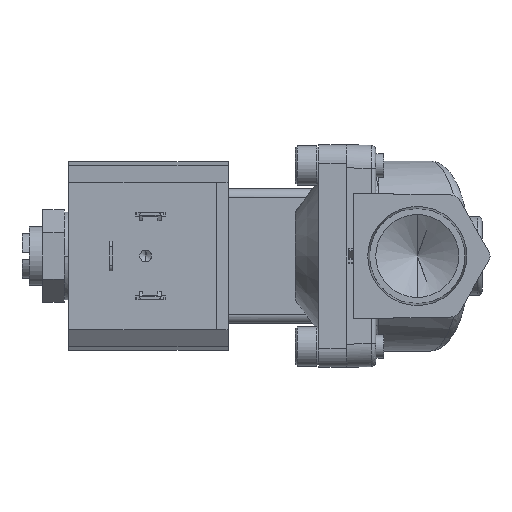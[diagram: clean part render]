
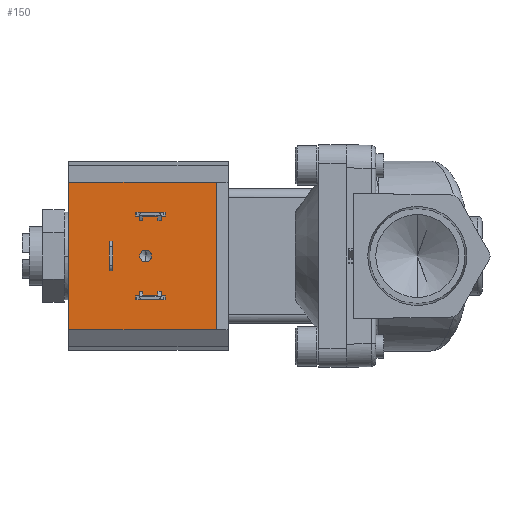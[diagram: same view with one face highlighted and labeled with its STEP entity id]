
A CAD part, left-side view. The second image highlights one B-rep face of the part: STEP entity #150.
In plain terms, the highlighted planar face has unit normal (-1, 0, 0).
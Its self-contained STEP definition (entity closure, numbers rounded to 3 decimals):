
#42 = VECTOR ( 'NONE', #5616, 1000. ) ;
#126 = LINE ( 'NONE', #13825, #12466 ) ;
#150 = ADVANCED_FACE ( 'NONE', ( #1115, #16343, #4707, #15167, #3536 ), #1419, .T. ) ;
#242 = CIRCLE ( 'NONE', #2630, 1.264 ) ;
#305 = ORIENTED_EDGE ( 'NONE', *, *, #636, .F. ) ;
#448 = LINE ( 'NONE', #13146, #1523 ) ;
#522 = CARTESIAN_POINT ( 'NONE',  ( -8.443, 45.414, 9.423 ) ) ;
#583 = ORIENTED_EDGE ( 'NONE', *, *, #10881, .T. ) ;
#636 = EDGE_CURVE ( 'NONE', #5146, #14212, #10594, .T. ) ;
#741 = EDGE_CURVE ( 'NONE', #14833, #14104, #4696, .T. ) ;
#810 = EDGE_LOOP ( 'NONE', ( #11691, #2172 ) ) ;
#1060 = CARTESIAN_POINT ( 'NONE',  ( -8.443, 28.04, -15.875 ) ) ;
#1107 = DIRECTION ( 'NONE',  ( 0., 0., 1. ) ) ;
#1115 = FACE_BOUND ( 'NONE', #8109, .T. ) ;
#1156 = EDGE_CURVE ( 'NONE', #9866, #14833, #4853, .T. ) ;
#1160 = CARTESIAN_POINT ( 'NONE',  ( -8.443, 28.04, -15.875 ) ) ;
#1174 = VERTEX_POINT ( 'NONE', #7264 ) ;
#1342 = CARTESIAN_POINT ( 'NONE',  ( -8.443, 45.414, -9.423 ) ) ;
#1419 = PLANE ( 'NONE',  #15325 ) ;
#1454 = EDGE_CURVE ( 'NONE', #2721, #13790, #1498, .T. ) ;
#1495 = ORIENTED_EDGE ( 'NONE', *, *, #12008, .F. ) ;
#1498 = LINE ( 'NONE', #15247, #2640 ) ;
#1523 = VECTOR ( 'NONE', #1689, 1000. ) ;
#1689 = DIRECTION ( 'NONE',  ( 0., -1., 0. ) ) ;
#1879 = ORIENTED_EDGE ( 'NONE', *, *, #4027, .F. ) ;
#1894 = VERTEX_POINT ( 'NONE', #7847 ) ;
#2018 = CARTESIAN_POINT ( 'NONE',  ( -8.443, 43.265, 1.264 ) ) ;
#2136 = DIRECTION ( 'NONE',  ( -1., 0., 0. ) ) ;
#2170 = ORIENTED_EDGE ( 'NONE', *, *, #13803, .F. ) ;
#2172 = ORIENTED_EDGE ( 'NONE', *, *, #12622, .F. ) ;
#2466 = CARTESIAN_POINT ( 'NONE',  ( -8.443, 39.064, -8.611 ) ) ;
#2630 = AXIS2_PLACEMENT_3D ( 'NONE', #8490, #2136, #11260 ) ;
#2640 = VECTOR ( 'NONE', #10381, 1000. ) ;
#2721 = VERTEX_POINT ( 'NONE', #9299 ) ;
#2794 = CARTESIAN_POINT ( 'NONE',  ( -8.443, 51.129, -3.213 ) ) ;
#2930 = DIRECTION ( 'NONE',  ( 0., -1., 0. ) ) ;
#3150 = VECTOR ( 'NONE', #11802, 1000. ) ;
#3415 = AXIS2_PLACEMENT_3D ( 'NONE', #9044, #3605, #1107 ) ;
#3536 = FACE_OUTER_BOUND ( 'NONE', #3768, .T. ) ;
#3605 = DIRECTION ( 'NONE',  ( -1., 0., 0. ) ) ;
#3690 = VERTEX_POINT ( 'NONE', #8463 ) ;
#3768 = EDGE_LOOP ( 'NONE', ( #7230, #8190, #9185, #15346 ) ) ;
#3968 = CARTESIAN_POINT ( 'NONE',  ( -8.443, 50.316, 3.213 ) ) ;
#4025 = LINE ( 'NONE', #9132, #9089 ) ;
#4027 = EDGE_CURVE ( 'NONE', #14774, #5146, #6855, .T. ) ;
#4171 = CARTESIAN_POINT ( 'NONE',  ( -8.443, 45.414, 9.423 ) ) ;
#4492 = DIRECTION ( 'NONE',  ( 0., -1., 0. ) ) ;
#4510 = VECTOR ( 'NONE', #2930, 1000. ) ;
#4696 = LINE ( 'NONE', #15774, #10636 ) ;
#4707 = FACE_BOUND ( 'NONE', #15687, .T. ) ;
#4853 = LINE ( 'NONE', #1160, #10380 ) ;
#4863 = EDGE_CURVE ( 'NONE', #1894, #9399, #14395, .T. ) ;
#4887 = CARTESIAN_POINT ( 'NONE',  ( -8.443, 28.04, -15.875 ) ) ;
#5146 = VERTEX_POINT ( 'NONE', #6159 ) ;
#5605 = CARTESIAN_POINT ( 'NONE',  ( -8.443, 39.064, 9.423 ) ) ;
#5607 = CARTESIAN_POINT ( 'NONE',  ( -8.443, 39.064, 9.423 ) ) ;
#5616 = DIRECTION ( 'NONE',  ( 0., 0., -1. ) ) ;
#5668 = CARTESIAN_POINT ( 'NONE',  ( -8.443, 45.414, 8.611 ) ) ;
#5680 = EDGE_CURVE ( 'NONE', #6077, #13786, #4025, .T. ) ;
#5695 = VECTOR ( 'NONE', #9080, 1000. ) ;
#5968 = EDGE_CURVE ( 'NONE', #1174, #14104, #9173, .T. ) ;
#6077 = VERTEX_POINT ( 'NONE', #7148 ) ;
#6103 = DIRECTION ( 'NONE',  ( 0., 1., 0. ) ) ;
#6159 = CARTESIAN_POINT ( 'NONE',  ( -8.443, 45.414, 8.611 ) ) ;
#6265 = VERTEX_POINT ( 'NONE', #15437 ) ;
#6461 = VECTOR ( 'NONE', #7953, 1000. ) ;
#6522 = DIRECTION ( 'NONE',  ( 0., -1., 0. ) ) ;
#6608 = DIRECTION ( 'NONE',  ( 0., 0., -1. ) ) ;
#6661 = CARTESIAN_POINT ( 'NONE',  ( -8.443, 28.04, 15.875 ) ) ;
#6768 = EDGE_CURVE ( 'NONE', #10939, #13786, #9373, .T. ) ;
#6855 = LINE ( 'NONE', #522, #42 ) ;
#7148 = CARTESIAN_POINT ( 'NONE',  ( -8.443, 50.316, -3.213 ) ) ;
#7173 = EDGE_CURVE ( 'NONE', #9866, #1174, #10455, .T. ) ;
#7223 = DIRECTION ( 'NONE',  ( -1., 0., 0. ) ) ;
#7230 = ORIENTED_EDGE ( 'NONE', *, *, #741, .F. ) ;
#7264 = CARTESIAN_POINT ( 'NONE',  ( -8.443, 28.04, 15.875 ) ) ;
#7568 = VECTOR ( 'NONE', #4492, 1000. ) ;
#7572 = LINE ( 'NONE', #2794, #5695 ) ;
#7693 = VECTOR ( 'NONE', #6608, 1000. ) ;
#7847 = CARTESIAN_POINT ( 'NONE',  ( -8.443, 45.414, -9.423 ) ) ;
#7953 = DIRECTION ( 'NONE',  ( 0., 0., 1. ) ) ;
#8019 = DIRECTION ( 'NONE',  ( 0., 0., 1. ) ) ;
#8109 = EDGE_LOOP ( 'NONE', ( #12260, #1495, #14342, #15922 ) ) ;
#8153 = ORIENTED_EDGE ( 'NONE', *, *, #6768, .T. ) ;
#8190 = ORIENTED_EDGE ( 'NONE', *, *, #1156, .F. ) ;
#8239 = ORIENTED_EDGE ( 'NONE', *, *, #5680, .F. ) ;
#8296 = VECTOR ( 'NONE', #11767, 1000. ) ;
#8463 = CARTESIAN_POINT ( 'NONE',  ( -8.443, 43.265, -1.264 ) ) ;
#8468 = DIRECTION ( 'NONE',  ( 0., 0., 1. ) ) ;
#8490 = CARTESIAN_POINT ( 'NONE',  ( -8.443, 43.265, 0. ) ) ;
#8817 = CARTESIAN_POINT ( 'NONE',  ( -8.443, 59.79, 15.875 ) ) ;
#8981 = DIRECTION ( 'NONE',  ( 0., 0., 1. ) ) ;
#9044 = CARTESIAN_POINT ( 'NONE',  ( -8.443, 43.265, 0. ) ) ;
#9080 = DIRECTION ( 'NONE',  ( 0., -1., 0. ) ) ;
#9089 = VECTOR ( 'NONE', #14232, 1000. ) ;
#9132 = CARTESIAN_POINT ( 'NONE',  ( -8.443, 50.316, -3.213 ) ) ;
#9154 = EDGE_CURVE ( 'NONE', #6265, #10939, #126, .T. ) ;
#9173 = LINE ( 'NONE', #6661, #8296 ) ;
#9185 = ORIENTED_EDGE ( 'NONE', *, *, #7173, .T. ) ;
#9299 = CARTESIAN_POINT ( 'NONE',  ( -8.443, 39.064, -9.423 ) ) ;
#9373 = LINE ( 'NONE', #13215, #4510 ) ;
#9399 = VERTEX_POINT ( 'NONE', #10703 ) ;
#9710 = DIRECTION ( 'NONE',  ( 0., 0., 1. ) ) ;
#9866 = VERTEX_POINT ( 'NONE', #1060 ) ;
#10368 = VECTOR ( 'NONE', #6522, 1000. ) ;
#10373 = CIRCLE ( 'NONE', #3415, 1.264 ) ;
#10380 = VECTOR ( 'NONE', #6103, 1000. ) ;
#10381 = DIRECTION ( 'NONE',  ( 0., 0., 1. ) ) ;
#10455 = LINE ( 'NONE', #15560, #13875 ) ;
#10594 = LINE ( 'NONE', #5668, #7568 ) ;
#10636 = VECTOR ( 'NONE', #9710, 1000. ) ;
#10661 = EDGE_LOOP ( 'NONE', ( #8239, #2170, #11612, #8153 ) ) ;
#10703 = CARTESIAN_POINT ( 'NONE',  ( -8.443, 45.414, -8.611 ) ) ;
#10840 = EDGE_CURVE ( 'NONE', #15773, #3690, #10373, .T. ) ;
#10881 = EDGE_CURVE ( 'NONE', #16067, #14212, #15494, .T. ) ;
#10896 = EDGE_CURVE ( 'NONE', #14774, #16067, #15732, .T. ) ;
#10939 = VERTEX_POINT ( 'NONE', #13203 ) ;
#11260 = DIRECTION ( 'NONE',  ( 0., 0., 1. ) ) ;
#11280 = ORIENTED_EDGE ( 'NONE', *, *, #10896, .T. ) ;
#11483 = CARTESIAN_POINT ( 'NONE',  ( -8.443, 45.414, -9.423 ) ) ;
#11609 = EDGE_CURVE ( 'NONE', #9399, #13790, #448, .T. ) ;
#11612 = ORIENTED_EDGE ( 'NONE', *, *, #9154, .T. ) ;
#11691 = ORIENTED_EDGE ( 'NONE', *, *, #10840, .F. ) ;
#11767 = DIRECTION ( 'NONE',  ( 0., 1., 0. ) ) ;
#11802 = DIRECTION ( 'NONE',  ( 0., -1., 0. ) ) ;
#12008 = EDGE_CURVE ( 'NONE', #1894, #2721, #14134, .T. ) ;
#12260 = ORIENTED_EDGE ( 'NONE', *, *, #1454, .F. ) ;
#12466 = VECTOR ( 'NONE', #8981, 1000. ) ;
#12622 = EDGE_CURVE ( 'NONE', #3690, #15773, #242, .T. ) ;
#13146 = CARTESIAN_POINT ( 'NONE',  ( -8.443, 45.414, -8.611 ) ) ;
#13203 = CARTESIAN_POINT ( 'NONE',  ( -8.443, 51.129, 3.213 ) ) ;
#13215 = CARTESIAN_POINT ( 'NONE',  ( -8.443, 51.129, 3.213 ) ) ;
#13786 = VERTEX_POINT ( 'NONE', #3968 ) ;
#13790 = VERTEX_POINT ( 'NONE', #2466 ) ;
#13803 = EDGE_CURVE ( 'NONE', #6265, #6077, #7572, .T. ) ;
#13825 = CARTESIAN_POINT ( 'NONE',  ( -8.443, 51.129, -3.213 ) ) ;
#13875 = VECTOR ( 'NONE', #8019, 1000. ) ;
#14104 = VERTEX_POINT ( 'NONE', #8817 ) ;
#14134 = LINE ( 'NONE', #1342, #10368 ) ;
#14212 = VERTEX_POINT ( 'NONE', #14239 ) ;
#14232 = DIRECTION ( 'NONE',  ( 0., 0., 1. ) ) ;
#14239 = CARTESIAN_POINT ( 'NONE',  ( -8.443, 39.064, 8.611 ) ) ;
#14342 = ORIENTED_EDGE ( 'NONE', *, *, #4863, .T. ) ;
#14395 = LINE ( 'NONE', #11483, #6461 ) ;
#14774 = VERTEX_POINT ( 'NONE', #15466 ) ;
#14833 = VERTEX_POINT ( 'NONE', #15800 ) ;
#15167 = FACE_BOUND ( 'NONE', #810, .T. ) ;
#15247 = CARTESIAN_POINT ( 'NONE',  ( -8.443, 39.064, -9.423 ) ) ;
#15325 = AXIS2_PLACEMENT_3D ( 'NONE', #4887, #7223, #8468 ) ;
#15346 = ORIENTED_EDGE ( 'NONE', *, *, #5968, .T. ) ;
#15437 = CARTESIAN_POINT ( 'NONE',  ( -8.443, 51.129, -3.213 ) ) ;
#15466 = CARTESIAN_POINT ( 'NONE',  ( -8.443, 45.414, 9.423 ) ) ;
#15494 = LINE ( 'NONE', #5607, #7693 ) ;
#15560 = CARTESIAN_POINT ( 'NONE',  ( -8.443, 28.04, -15.875 ) ) ;
#15687 = EDGE_LOOP ( 'NONE', ( #583, #305, #1879, #11280 ) ) ;
#15732 = LINE ( 'NONE', #4171, #3150 ) ;
#15773 = VERTEX_POINT ( 'NONE', #2018 ) ;
#15774 = CARTESIAN_POINT ( 'NONE',  ( -8.443, 59.79, -15.875 ) ) ;
#15800 = CARTESIAN_POINT ( 'NONE',  ( -8.443, 59.79, -15.875 ) ) ;
#15922 = ORIENTED_EDGE ( 'NONE', *, *, #11609, .T. ) ;
#16067 = VERTEX_POINT ( 'NONE', #5605 ) ;
#16343 = FACE_BOUND ( 'NONE', #10661, .T. ) ;
